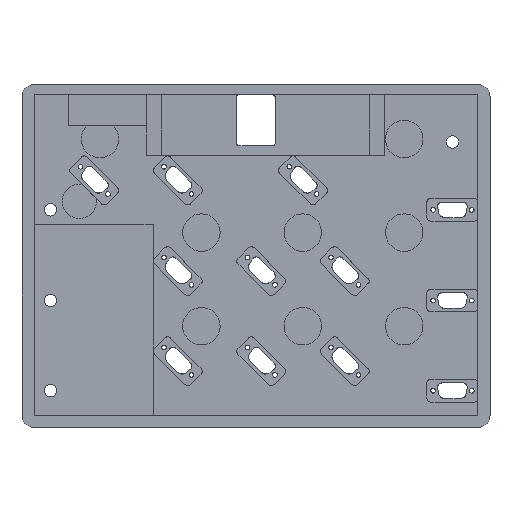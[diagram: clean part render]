
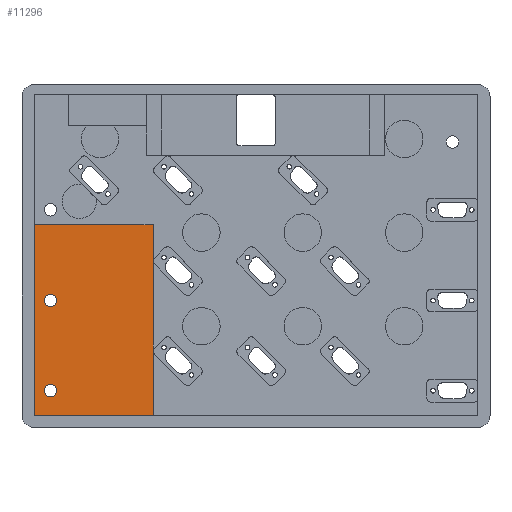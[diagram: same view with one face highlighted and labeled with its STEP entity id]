
A CAD part, top view. The second image highlights one B-rep face of the part: STEP entity #11296.
In plain terms, the highlighted planar face has unit normal (0, 0, 1).
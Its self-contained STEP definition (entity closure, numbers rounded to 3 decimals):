
#10387=CARTESIAN_POINT('Vertex',(-285.733,81.463,-17.)) ;
#10394=CARTESIAN_POINT('Vertex',(-277.733,81.463,-17.)) ;
#10397=CARTESIAN_POINT('Axis2P3D Location',(-281.733,81.463,-17.)) ;
#10409=CARTESIAN_POINT('Axis2P3D Location',(-281.733,81.463,-17.)) ;
#10473=CARTESIAN_POINT('Vertex',(-285.733,23.647,-17.)) ;
#10480=CARTESIAN_POINT('Vertex',(-277.733,23.647,-17.)) ;
#10483=CARTESIAN_POINT('Axis2P3D Location',(-281.733,23.647,-17.)) ;
#10495=CARTESIAN_POINT('Axis2P3D Location',(-281.733,23.647,-17.)) ;
#11175=CARTESIAN_POINT('Line Origine',(-292.,69.,-17.)) ;
#11179=CARTESIAN_POINT('Vertex',(-292.,8.,-17.)) ;
#11181=CARTESIAN_POINT('Vertex',(-292.,130.,-17.)) ;
#11228=CARTESIAN_POINT('Vertex',(-216.,130.,-17.)) ;
#11231=CARTESIAN_POINT('Line Origine',(-216.,69.,-17.)) ;
#11235=CARTESIAN_POINT('Vertex',(-216.,8.,-17.)) ;
#11255=CARTESIAN_POINT('Line Origine',(-262.,130.,-17.)) ;
#11272=CARTESIAN_POINT('Axis2P3D Location',(0.,0.,-17.)) ;
#11277=CARTESIAN_POINT('Line Origine',(-254.,8.,-17.)) ;
#10398=DIRECTION('Axis2P3D Direction',(0.,0.,-1.)) ;
#10410=DIRECTION('Axis2P3D Direction',(0.,0.,-1.)) ;
#10484=DIRECTION('Axis2P3D Direction',(0.,0.,-1.)) ;
#10496=DIRECTION('Axis2P3D Direction',(0.,0.,-1.)) ;
#11176=DIRECTION('Vector Direction',(0.,1.,0.)) ;
#11232=DIRECTION('Vector Direction',(0.,-1.,0.)) ;
#11256=DIRECTION('Vector Direction',(-1.,0.,0.)) ;
#11273=DIRECTION('Axis2P3D Direction',(0.,-0.,1.)) ;
#11274=DIRECTION('Axis2P3D XDirection',(1.,-0.,-0.)) ;
#11278=DIRECTION('Vector Direction',(1.,0.,0.)) ;
#10399=AXIS2_PLACEMENT_3D('Circle Axis2P3D',#10397,#10398,$) ;
#10411=AXIS2_PLACEMENT_3D('Circle Axis2P3D',#10409,#10410,$) ;
#10485=AXIS2_PLACEMENT_3D('Circle Axis2P3D',#10483,#10484,$) ;
#10497=AXIS2_PLACEMENT_3D('Circle Axis2P3D',#10495,#10496,$) ;
#11275=AXIS2_PLACEMENT_3D('Plane Axis2P3D',#11272,#11273,#11274) ;
#11283=ORIENTED_EDGE('',*,*,#11259,.T.) ;
#11284=ORIENTED_EDGE('',*,*,#11183,.F.) ;
#11285=ORIENTED_EDGE('',*,*,#11281,.T.) ;
#11286=ORIENTED_EDGE('',*,*,#11237,.F.) ;
#11289=ORIENTED_EDGE('',*,*,#10401,.F.) ;
#11290=ORIENTED_EDGE('',*,*,#10413,.F.) ;
#11293=ORIENTED_EDGE('',*,*,#10487,.F.) ;
#11294=ORIENTED_EDGE('',*,*,#10499,.F.) ;
#11291=FACE_BOUND('',#11288,.T.) ;
#11295=FACE_BOUND('',#11292,.T.) ;
#11177=VECTOR('Line Direction',#11176,1.) ;
#11233=VECTOR('Line Direction',#11232,1.) ;
#11257=VECTOR('Line Direction',#11256,1.) ;
#11279=VECTOR('Line Direction',#11278,1.) ;
#11296=ADVANCED_FACE('Corps de pi\X2\00E8\X0\ce.mirror',(#11287,#11291,#11295),#11276,.T.) ;
#10400=CIRCLE('generated circle',#10399,4.) ;
#10412=CIRCLE('generated circle',#10411,4.) ;
#10486=CIRCLE('generated circle',#10485,4.) ;
#10498=CIRCLE('generated circle',#10497,4.) ;
#10401=EDGE_CURVE('',#10395,#10388,#10400,.F.) ;
#10413=EDGE_CURVE('',#10388,#10395,#10412,.F.) ;
#10487=EDGE_CURVE('',#10481,#10474,#10486,.F.) ;
#10499=EDGE_CURVE('',#10474,#10481,#10498,.F.) ;
#11183=EDGE_CURVE('',#11180,#11182,#11178,.T.) ;
#11237=EDGE_CURVE('',#11229,#11236,#11234,.T.) ;
#11259=EDGE_CURVE('',#11229,#11182,#11258,.T.) ;
#11281=EDGE_CURVE('',#11180,#11236,#11280,.T.) ;
#11282=EDGE_LOOP('',(#11283,#11284,#11285,#11286)) ;
#11288=EDGE_LOOP('',(#11289,#11290)) ;
#11292=EDGE_LOOP('',(#11293,#11294)) ;
#11287=FACE_OUTER_BOUND('',#11282,.T.) ;
#11178=LINE('Line',#11175,#11177) ;
#11234=LINE('Line',#11231,#11233) ;
#11258=LINE('Line',#11255,#11257) ;
#11280=LINE('Line',#11277,#11279) ;
#11276=PLANE('',#11275) ;
#10388=VERTEX_POINT('',#10387) ;
#10395=VERTEX_POINT('',#10394) ;
#10474=VERTEX_POINT('',#10473) ;
#10481=VERTEX_POINT('',#10480) ;
#11180=VERTEX_POINT('',#11179) ;
#11182=VERTEX_POINT('',#11181) ;
#11229=VERTEX_POINT('',#11228) ;
#11236=VERTEX_POINT('',#11235) ;
